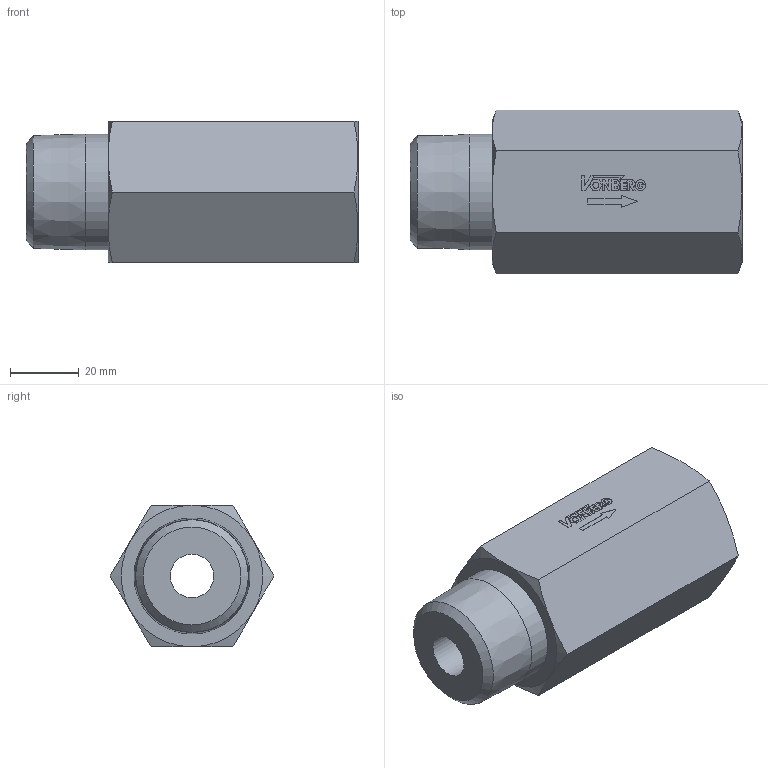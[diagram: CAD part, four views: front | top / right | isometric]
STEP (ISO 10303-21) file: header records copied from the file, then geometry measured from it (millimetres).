
FILE_DESCRIPTION((''),'2;1');
FILE_NAME('28900-508.stp','2015-02-17T11:39:34',('jml'),(''),'Autodesk Inventor 2010','Autodesk Inventor 2010','');
FILE_SCHEMA(('AUTOMOTIVE_DESIGN { 1 0 10303 214 1 1 1 1 }'));
Length unit declared in the file: inch
Products named in the file (2): 28900-508 (LevelofDetail1); 220851
Assembly tree (1 placements, depth 2):
  28900-508 (LevelofDetail1)
    220851
Bounding box: 96.52 x 47.66 x 41.27 mm (x, y, z)
Volume: 96072.9 mm3; surface area: 20603.4 mm2
Topology: 1 solids, 1 shells, 117 faces, 297 edges, 196 vertices
Faces by surface type: plane 92, cylinder 16, cone 6, bspline 3
Full cylindrical faces by diameter (mm): 1.74 x1, 33.706 x1
Entity records: 3600 total; most frequent: CARTESIAN_POINT 673, ORIENTED_EDGE 568, DIRECTION 548, EDGE_CURVE 284, VECTOR 230, LINE 230, VERTEX_POINT 194, AXIS2_PLACEMENT_3D 159
